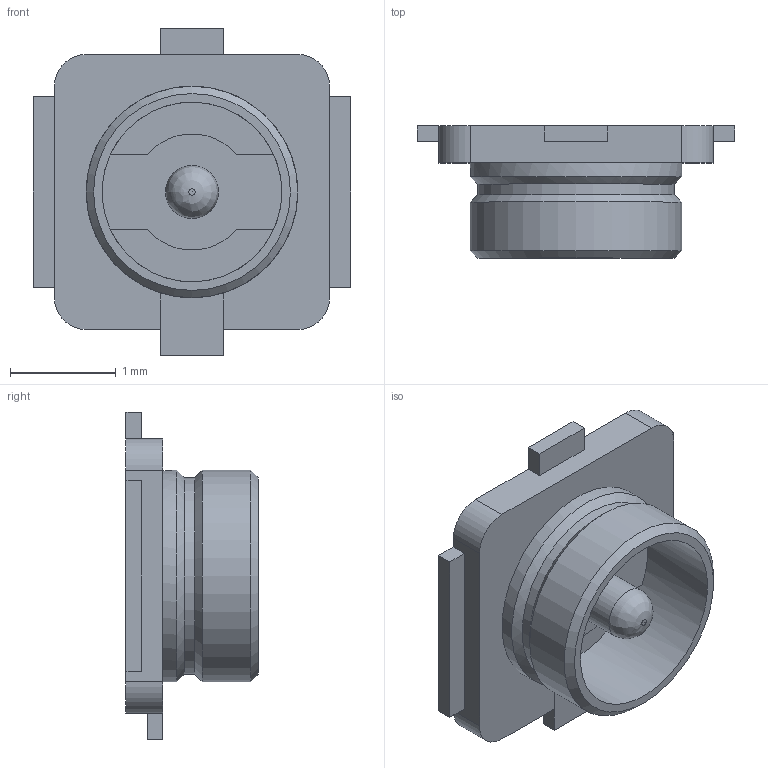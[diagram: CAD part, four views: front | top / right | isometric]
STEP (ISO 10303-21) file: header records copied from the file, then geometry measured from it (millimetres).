
FILE_DESCRIPTION(/* description */ ('OneSpaceDesigner STEP Export'),/* implementation_level */ '2;1');
FILE_NAME(/* name */ '1664891.stp.ipt.stp',/* time_stamp */ '2019-11-20T07:34:49-08:00',/* author */ (''),/* organization */ (''),/* preprocessor_version */ 'ST-DEVELOPER v16.5',/* originating_system */ 'Autodesk Inventor 2017',/* authorisation */ '');
FILE_SCHEMA (('AUTOMOTIVE_DESIGN { 1 0 10303 214 3 1 1 }'));
Length unit declared in the file: millimetre
Products named in the file (1): 1664891.stp
Bounding box: 3 x 1.25 x 3.1 mm (x, y, z)
Volume: 3.5 mm3; surface area: 30.9 mm2
Topology: 1 solids, 1 shells, 48 faces, 127 edges, 83 vertices
Faces by surface type: plane 32, cylinder 11, cone 4, bspline 1
Full cylindrical faces by diameter (mm): 0.5 x1, 1.7 x1, 1.86 x1, 2 x2
Entity records: 1492 total; most frequent: CARTESIAN_POINT 268, DIRECTION 238, ORIENTED_EDGE 226, EDGE_CURVE 113, LINE 82, VECTOR 82, VERTEX_POINT 78, AXIS2_PLACEMENT_3D 78
